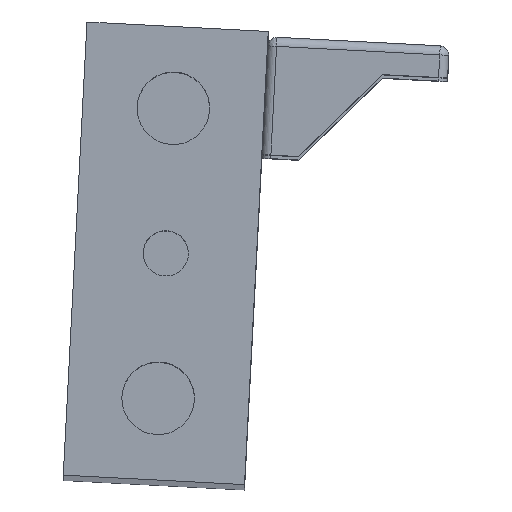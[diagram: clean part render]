
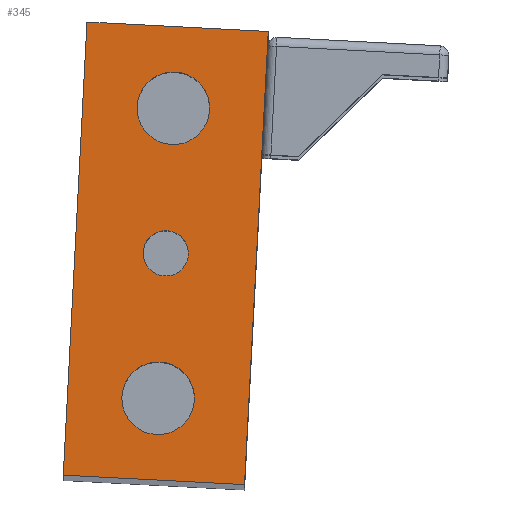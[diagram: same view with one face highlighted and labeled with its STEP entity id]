
A CAD part, top view. The second image highlights one B-rep face of the part: STEP entity #345.
In plain terms, the highlighted face is planar.
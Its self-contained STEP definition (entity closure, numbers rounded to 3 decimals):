
#27 = DIRECTION ( 'NONE',  ( 0., 0., 1. ) ) ;
#66 = DIRECTION ( 'NONE',  ( 0., 1., 0. ) ) ;
#69 = AXIS2_PLACEMENT_3D ( 'NONE', #630, #2110, #115 ) ;
#87 = CARTESIAN_POINT ( 'NONE',  ( 170., -16., 14. ) ) ;
#99 = VERTEX_POINT ( 'NONE', #87 ) ;
#115 = DIRECTION ( 'NONE',  ( 0., 0., 1. ) ) ;
#119 = VERTEX_POINT ( 'NONE', #1389 ) ;
#125 = VERTEX_POINT ( 'NONE', #880 ) ;
#143 = ORIENTED_EDGE ( 'NONE', *, *, #1821, .T. ) ;
#148 = ORIENTED_EDGE ( 'NONE', *, *, #762, .F. ) ;
#156 = VECTOR ( 'NONE', #66, 1000. ) ;
#216 = VERTEX_POINT ( 'NONE', #602 ) ;
#330 = EDGE_CURVE ( 'NONE', #462, #99, #356, .T. ) ;
#334 = CARTESIAN_POINT ( 'NONE',  ( 170., 0., 7.5 ) ) ;
#345 = ADVANCED_FACE ( 'NONE', ( #787, #558, #1166, #1380 ), #1098, .F. ) ;
#356 = CIRCLE ( 'NONE', #988, 4. ) ;
#366 = CARTESIAN_POINT ( 'NONE',  ( 170., -25., 0. ) ) ;
#373 = DIRECTION ( 'NONE',  ( 1., 0., 0. ) ) ;
#429 = VECTOR ( 'NONE', #27, 1000. ) ;
#440 = ORIENTED_EDGE ( 'NONE', *, *, #1418, .F. ) ;
#462 = VERTEX_POINT ( 'NONE', #1139 ) ;
#493 = LINE ( 'NONE', #884, #156 ) ;
#503 = DIRECTION ( 'NONE',  ( 0., 0., -1. ) ) ;
#558 = FACE_BOUND ( 'NONE', #642, .T. ) ;
#593 = VERTEX_POINT ( 'NONE', #334 ) ;
#602 = CARTESIAN_POINT ( 'NONE',  ( 170., 25., 0. ) ) ;
#630 = CARTESIAN_POINT ( 'NONE',  ( 170., -25., 0. ) ) ;
#633 = CARTESIAN_POINT ( 'NONE',  ( 170., 16., 6. ) ) ;
#634 = ORIENTED_EDGE ( 'NONE', *, *, #1707, .T. ) ;
#642 = EDGE_LOOP ( 'NONE', ( #1255, #713 ) ) ;
#648 = AXIS2_PLACEMENT_3D ( 'NONE', #1860, #373, #1017 ) ;
#649 = CIRCLE ( 'NONE', #648, 2.5 ) ;
#663 = CARTESIAN_POINT ( 'NONE',  ( 170., 16., 10. ) ) ;
#713 = ORIENTED_EDGE ( 'NONE', *, *, #1944, .F. ) ;
#762 = EDGE_CURVE ( 'NONE', #119, #1476, #781, .T. ) ;
#770 = ORIENTED_EDGE ( 'NONE', *, *, #1658, .F. ) ;
#781 = CIRCLE ( 'NONE', #1541, 4. ) ;
#787 = FACE_OUTER_BOUND ( 'NONE', #1346, .T. ) ;
#815 = EDGE_LOOP ( 'NONE', ( #1756, #148 ) ) ;
#839 = DIRECTION ( 'NONE',  ( 0., 0., -1. ) ) ;
#854 = LINE ( 'NONE', #366, #429 ) ;
#872 = DIRECTION ( 'NONE',  ( 0., 0., -1. ) ) ;
#880 = CARTESIAN_POINT ( 'NONE',  ( 170., -25., 0. ) ) ;
#884 = CARTESIAN_POINT ( 'NONE',  ( 170., -25., 20. ) ) ;
#904 = DIRECTION ( 'NONE',  ( 0., 1., 0. ) ) ;
#935 = CARTESIAN_POINT ( 'NONE',  ( 170., -25., 0. ) ) ;
#943 = CARTESIAN_POINT ( 'NONE',  ( 170., -16., 10. ) ) ;
#955 = CARTESIAN_POINT ( 'NONE',  ( 170., -16., 10. ) ) ;
#956 = VECTOR ( 'NONE', #904, 1000. ) ;
#967 = ORIENTED_EDGE ( 'NONE', *, *, #2056, .F. ) ;
#988 = AXIS2_PLACEMENT_3D ( 'NONE', #955, #1784, #1275 ) ;
#1006 = VECTOR ( 'NONE', #1277, 1000. ) ;
#1017 = DIRECTION ( 'NONE',  ( 0., 0., -1. ) ) ;
#1066 = CARTESIAN_POINT ( 'NONE',  ( 170., 16., 10. ) ) ;
#1074 = ORIENTED_EDGE ( 'NONE', *, *, #1636, .F. ) ;
#1084 = CARTESIAN_POINT ( 'NONE',  ( 170., 0., 12.5 ) ) ;
#1098 = PLANE ( 'NONE',  #69 ) ;
#1126 = CIRCLE ( 'NONE', #1280, 4. ) ;
#1139 = CARTESIAN_POINT ( 'NONE',  ( 170., -16., 6. ) ) ;
#1166 = FACE_BOUND ( 'NONE', #2006, .T. ) ;
#1255 = ORIENTED_EDGE ( 'NONE', *, *, #330, .F. ) ;
#1275 = DIRECTION ( 'NONE',  ( 0., 0., -1. ) ) ;
#1277 = DIRECTION ( 'NONE',  ( 0., 0., 1. ) ) ;
#1280 = AXIS2_PLACEMENT_3D ( 'NONE', #943, #2118, #1791 ) ;
#1328 = CARTESIAN_POINT ( 'NONE',  ( 170., 25., 20. ) ) ;
#1338 = CIRCLE ( 'NONE', #2035, 4. ) ;
#1346 = EDGE_LOOP ( 'NONE', ( #1074, #634, #143, #440 ) ) ;
#1380 = FACE_BOUND ( 'NONE', #815, .T. ) ;
#1389 = CARTESIAN_POINT ( 'NONE',  ( 170., 16., 14. ) ) ;
#1418 = EDGE_CURVE ( 'NONE', #1757, #1616, #493, .T. ) ;
#1476 = VERTEX_POINT ( 'NONE', #633 ) ;
#1541 = AXIS2_PLACEMENT_3D ( 'NONE', #1066, #1709, #872 ) ;
#1609 = CARTESIAN_POINT ( 'NONE',  ( 170., 25., 20. ) ) ;
#1616 = VERTEX_POINT ( 'NONE', #1328 ) ;
#1636 = EDGE_CURVE ( 'NONE', #125, #1757, #854, .T. ) ;
#1658 = EDGE_CURVE ( 'NONE', #593, #1778, #649, .T. ) ;
#1707 = EDGE_CURVE ( 'NONE', #125, #216, #1761, .T. ) ;
#1709 = DIRECTION ( 'NONE',  ( 1., 0., 0. ) ) ;
#1735 = AXIS2_PLACEMENT_3D ( 'NONE', #1807, #1834, #839 ) ;
#1744 = CARTESIAN_POINT ( 'NONE',  ( 170., -25., 20. ) ) ;
#1756 = ORIENTED_EDGE ( 'NONE', *, *, #2040, .F. ) ;
#1757 = VERTEX_POINT ( 'NONE', #1744 ) ;
#1761 = LINE ( 'NONE', #935, #956 ) ;
#1778 = VERTEX_POINT ( 'NONE', #1084 ) ;
#1784 = DIRECTION ( 'NONE',  ( 1., 0., 0. ) ) ;
#1788 = CIRCLE ( 'NONE', #1735, 2.5 ) ;
#1791 = DIRECTION ( 'NONE',  ( 0., 0., -1. ) ) ;
#1807 = CARTESIAN_POINT ( 'NONE',  ( 170., 0., 10. ) ) ;
#1816 = DIRECTION ( 'NONE',  ( 1., 0., 0. ) ) ;
#1821 = EDGE_CURVE ( 'NONE', #216, #1616, #1837, .T. ) ;
#1834 = DIRECTION ( 'NONE',  ( 1., 0., 0. ) ) ;
#1837 = LINE ( 'NONE', #1609, #1006 ) ;
#1860 = CARTESIAN_POINT ( 'NONE',  ( 170., 0., 10. ) ) ;
#1944 = EDGE_CURVE ( 'NONE', #99, #462, #1126, .T. ) ;
#2006 = EDGE_LOOP ( 'NONE', ( #770, #967 ) ) ;
#2035 = AXIS2_PLACEMENT_3D ( 'NONE', #663, #1816, #503 ) ;
#2040 = EDGE_CURVE ( 'NONE', #1476, #119, #1338, .T. ) ;
#2056 = EDGE_CURVE ( 'NONE', #1778, #593, #1788, .T. ) ;
#2110 = DIRECTION ( 'NONE',  ( -1., 0., 0. ) ) ;
#2118 = DIRECTION ( 'NONE',  ( 1., 0., 0. ) ) ;
